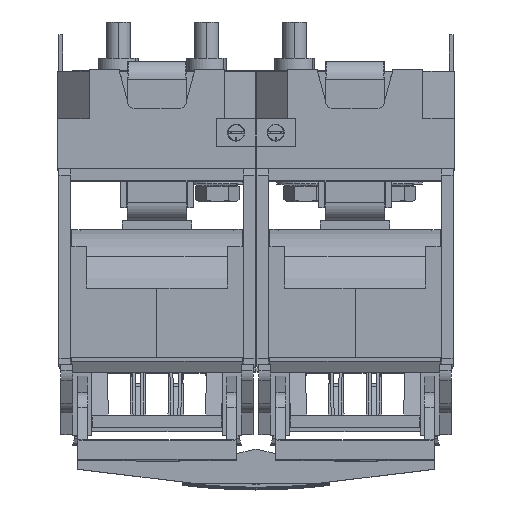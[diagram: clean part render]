
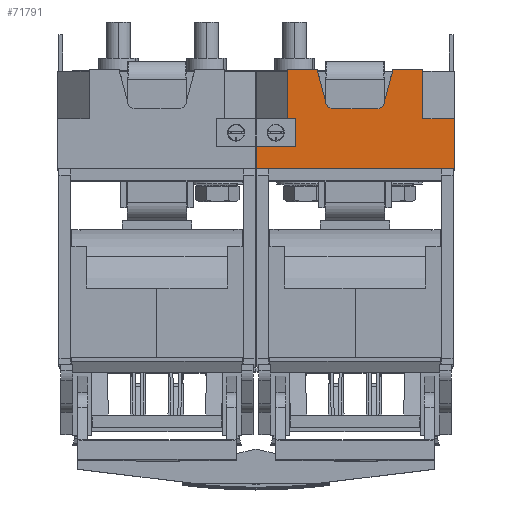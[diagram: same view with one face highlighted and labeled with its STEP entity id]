
A CAD part, top view. The second image highlights one B-rep face of the part: STEP entity #71791.
In plain terms, the highlighted planar face has unit normal (0, 0, 1).
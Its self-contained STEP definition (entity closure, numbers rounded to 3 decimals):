
#71643=AXIS2_PLACEMENT_3D('Plane Axis2P3D',#71640,#71641,#71642) ;
#71656=AXIS2_PLACEMENT_3D('Circle Axis2P3D',#71654,#71655,$) ;
#71670=AXIS2_PLACEMENT_3D('Circle Axis2P3D',#71668,#71669,$) ;
#69321=CARTESIAN_POINT('Vertex',(100.,-54.,277.5)) ;
#69324=CARTESIAN_POINT('Line Origine',(50.,-54.,277.5)) ;
#69328=CARTESIAN_POINT('Vertex',(0.,-54.,277.5)) ;
#71594=CARTESIAN_POINT('Line Origine',(0.,-29.,277.5)) ;
#71598=CARTESIAN_POINT('Vertex',(0.,-29.,277.5)) ;
#71640=CARTESIAN_POINT('Axis2P3D Location',(50.,-4.,277.5)) ;
#71645=CARTESIAN_POINT('Line Origine',(66.811,-13.103,277.5)) ;
#71649=CARTESIAN_POINT('Vertex',(68.936,-5.171,277.5)) ;
#71651=CARTESIAN_POINT('Vertex',(64.685,-21.035,277.5)) ;
#71654=CARTESIAN_POINT('Axis2P3D Location',(60.822,-20.,277.5)) ;
#71658=CARTESIAN_POINT('Vertex',(60.822,-24.,277.5)) ;
#71661=CARTESIAN_POINT('Line Origine',(50.,-24.,277.5)) ;
#71665=CARTESIAN_POINT('Vertex',(39.178,-24.,277.5)) ;
#71668=CARTESIAN_POINT('Axis2P3D Location',(39.178,-20.,277.5)) ;
#71672=CARTESIAN_POINT('Vertex',(35.315,-21.035,277.5)) ;
#71675=CARTESIAN_POINT('Line Origine',(33.189,-13.103,277.5)) ;
#71679=CARTESIAN_POINT('Vertex',(31.064,-5.171,277.5)) ;
#71682=CARTESIAN_POINT('Line Origine',(31.064,-4.585,277.5)) ;
#71686=CARTESIAN_POINT('Vertex',(31.064,-4.,277.5)) ;
#71689=CARTESIAN_POINT('Line Origine',(30.907,-4.,277.5)) ;
#71693=CARTESIAN_POINT('Vertex',(30.75,-4.,277.5)) ;
#71696=CARTESIAN_POINT('Line Origine',(26.625,-4.,277.5)) ;
#71700=CARTESIAN_POINT('Vertex',(22.5,-4.,277.5)) ;
#71703=CARTESIAN_POINT('Line Origine',(19.118,-4.,277.5)) ;
#71707=CARTESIAN_POINT('Vertex',(15.736,-4.,277.5)) ;
#71710=CARTESIAN_POINT('Line Origine',(15.736,-16.5,277.5)) ;
#71714=CARTESIAN_POINT('Vertex',(15.736,-29.,277.5)) ;
#71717=CARTESIAN_POINT('Line Origine',(7.868,-29.,277.5)) ;
#71722=CARTESIAN_POINT('Line Origine',(100.,-41.5,277.5)) ;
#71726=CARTESIAN_POINT('Vertex',(100.,-29.,277.5)) ;
#71729=CARTESIAN_POINT('Line Origine',(92.132,-29.,277.5)) ;
#71733=CARTESIAN_POINT('Vertex',(84.264,-29.,277.5)) ;
#71736=CARTESIAN_POINT('Line Origine',(84.264,-16.5,277.5)) ;
#71740=CARTESIAN_POINT('Vertex',(84.264,-4.,277.5)) ;
#71743=CARTESIAN_POINT('Line Origine',(80.882,-4.,277.5)) ;
#71747=CARTESIAN_POINT('Vertex',(77.5,-4.,277.5)) ;
#71750=CARTESIAN_POINT('Line Origine',(73.375,-4.,277.5)) ;
#71754=CARTESIAN_POINT('Vertex',(69.25,-4.,277.5)) ;
#71757=CARTESIAN_POINT('Line Origine',(69.093,-4.,277.5)) ;
#71761=CARTESIAN_POINT('Vertex',(68.936,-4.,277.5)) ;
#71764=CARTESIAN_POINT('Line Origine',(68.936,-4.585,277.5)) ;
#69325=DIRECTION('Vector Direction',(1.,0.,0.)) ;
#71595=DIRECTION('Vector Direction',(0.,-1.,0.)) ;
#71641=DIRECTION('Axis2P3D Direction',(-0.,0.,1.)) ;
#71642=DIRECTION('Axis2P3D XDirection',(0.,-1.,0.)) ;
#71646=DIRECTION('Vector Direction',(-0.259,-0.966,0.)) ;
#71655=DIRECTION('Axis2P3D Direction',(-0.,0.,1.)) ;
#71662=DIRECTION('Vector Direction',(-1.,0.,0.)) ;
#71669=DIRECTION('Axis2P3D Direction',(-0.,0.,1.)) ;
#71676=DIRECTION('Vector Direction',(-0.259,0.966,0.)) ;
#71683=DIRECTION('Vector Direction',(0.,-1.,0.)) ;
#71690=DIRECTION('Vector Direction',(1.,0.,0.)) ;
#71697=DIRECTION('Vector Direction',(-1.,0.,0.)) ;
#71704=DIRECTION('Vector Direction',(1.,0.,0.)) ;
#71711=DIRECTION('Vector Direction',(0.,-1.,0.)) ;
#71718=DIRECTION('Vector Direction',(-1.,0.,0.)) ;
#71723=DIRECTION('Vector Direction',(0.,1.,0.)) ;
#71730=DIRECTION('Vector Direction',(-1.,0.,0.)) ;
#71737=DIRECTION('Vector Direction',(0.,-1.,0.)) ;
#71744=DIRECTION('Vector Direction',(1.,0.,0.)) ;
#71751=DIRECTION('Vector Direction',(-1.,0.,0.)) ;
#71758=DIRECTION('Vector Direction',(1.,0.,0.)) ;
#71765=DIRECTION('Vector Direction',(0.,-1.,0.)) ;
#69326=VECTOR('Line Direction',#69325,1.) ;
#71596=VECTOR('Line Direction',#71595,1.) ;
#71647=VECTOR('Line Direction',#71646,1.) ;
#71663=VECTOR('Line Direction',#71662,1.) ;
#71677=VECTOR('Line Direction',#71676,1.) ;
#71684=VECTOR('Line Direction',#71683,1.) ;
#71691=VECTOR('Line Direction',#71690,1.) ;
#71698=VECTOR('Line Direction',#71697,1.) ;
#71705=VECTOR('Line Direction',#71704,1.) ;
#71712=VECTOR('Line Direction',#71711,1.) ;
#71719=VECTOR('Line Direction',#71718,1.) ;
#71724=VECTOR('Line Direction',#71723,1.) ;
#71731=VECTOR('Line Direction',#71730,1.) ;
#71738=VECTOR('Line Direction',#71737,1.) ;
#71745=VECTOR('Line Direction',#71744,1.) ;
#71752=VECTOR('Line Direction',#71751,1.) ;
#71759=VECTOR('Line Direction',#71758,1.) ;
#71766=VECTOR('Line Direction',#71765,1.) ;
#71770=ORIENTED_EDGE('',*,*,#71653,.T.) ;
#71771=ORIENTED_EDGE('',*,*,#71660,.T.) ;
#71772=ORIENTED_EDGE('',*,*,#71667,.T.) ;
#71773=ORIENTED_EDGE('',*,*,#71674,.T.) ;
#71774=ORIENTED_EDGE('',*,*,#71681,.T.) ;
#71775=ORIENTED_EDGE('',*,*,#71688,.F.) ;
#71776=ORIENTED_EDGE('',*,*,#71695,.F.) ;
#71777=ORIENTED_EDGE('',*,*,#71702,.T.) ;
#71778=ORIENTED_EDGE('',*,*,#71709,.F.) ;
#71779=ORIENTED_EDGE('',*,*,#71716,.T.) ;
#71780=ORIENTED_EDGE('',*,*,#71721,.T.) ;
#71781=ORIENTED_EDGE('',*,*,#71600,.T.) ;
#71782=ORIENTED_EDGE('',*,*,#69330,.T.) ;
#71783=ORIENTED_EDGE('',*,*,#71728,.T.) ;
#71784=ORIENTED_EDGE('',*,*,#71735,.T.) ;
#71785=ORIENTED_EDGE('',*,*,#71742,.F.) ;
#71786=ORIENTED_EDGE('',*,*,#71749,.F.) ;
#71787=ORIENTED_EDGE('',*,*,#71756,.T.) ;
#71788=ORIENTED_EDGE('',*,*,#71763,.F.) ;
#71789=ORIENTED_EDGE('',*,*,#71768,.T.) ;
#71791=ADVANCED_FACE('804195_01_L_NH-Leistenunterteil Gr.3  L/SL3/3A-O.A./6mm  (VBW. 5mm)',(#71790),#71644,.T.) ;
#71657=CIRCLE('generated circle',#71656,4.) ;
#71671=CIRCLE('generated circle',#71670,4.) ;
#69330=EDGE_CURVE('',#69329,#69322,#69327,.T.) ;
#71600=EDGE_CURVE('',#71599,#69329,#71597,.T.) ;
#71653=EDGE_CURVE('',#71650,#71652,#71648,.T.) ;
#71660=EDGE_CURVE('',#71652,#71659,#71657,.F.) ;
#71667=EDGE_CURVE('',#71659,#71666,#71664,.T.) ;
#71674=EDGE_CURVE('',#71666,#71673,#71671,.F.) ;
#71681=EDGE_CURVE('',#71673,#71680,#71678,.T.) ;
#71688=EDGE_CURVE('',#71687,#71680,#71685,.T.) ;
#71695=EDGE_CURVE('',#71694,#71687,#71692,.T.) ;
#71702=EDGE_CURVE('',#71694,#71701,#71699,.T.) ;
#71709=EDGE_CURVE('',#71708,#71701,#71706,.T.) ;
#71716=EDGE_CURVE('',#71708,#71715,#71713,.T.) ;
#71721=EDGE_CURVE('',#71715,#71599,#71720,.T.) ;
#71728=EDGE_CURVE('',#69322,#71727,#71725,.T.) ;
#71735=EDGE_CURVE('',#71727,#71734,#71732,.T.) ;
#71742=EDGE_CURVE('',#71741,#71734,#71739,.T.) ;
#71749=EDGE_CURVE('',#71748,#71741,#71746,.T.) ;
#71756=EDGE_CURVE('',#71748,#71755,#71753,.T.) ;
#71763=EDGE_CURVE('',#71762,#71755,#71760,.T.) ;
#71768=EDGE_CURVE('',#71762,#71650,#71767,.T.) ;
#71769=EDGE_LOOP('',(#71770,#71771,#71772,#71773,#71774,#71775,#71776,#71777,#71778,#71779,#71780,#71781,#71782,#71783,#71784,#71785,#71786,#71787,#71788,#71789)) ;
#71790=FACE_OUTER_BOUND('',#71769,.T.) ;
#69327=LINE('Line',#69324,#69326) ;
#71597=LINE('Line',#71594,#71596) ;
#71648=LINE('Line',#71645,#71647) ;
#71664=LINE('Line',#71661,#71663) ;
#71678=LINE('Line',#71675,#71677) ;
#71685=LINE('Line',#71682,#71684) ;
#71692=LINE('Line',#71689,#71691) ;
#71699=LINE('Line',#71696,#71698) ;
#71706=LINE('Line',#71703,#71705) ;
#71713=LINE('Line',#71710,#71712) ;
#71720=LINE('Line',#71717,#71719) ;
#71725=LINE('Line',#71722,#71724) ;
#71732=LINE('Line',#71729,#71731) ;
#71739=LINE('Line',#71736,#71738) ;
#71746=LINE('Line',#71743,#71745) ;
#71753=LINE('Line',#71750,#71752) ;
#71760=LINE('Line',#71757,#71759) ;
#71767=LINE('Line',#71764,#71766) ;
#71644=PLANE('Plane',#71643) ;
#69322=VERTEX_POINT('',#69321) ;
#69329=VERTEX_POINT('',#69328) ;
#71599=VERTEX_POINT('',#71598) ;
#71650=VERTEX_POINT('',#71649) ;
#71652=VERTEX_POINT('',#71651) ;
#71659=VERTEX_POINT('',#71658) ;
#71666=VERTEX_POINT('',#71665) ;
#71673=VERTEX_POINT('',#71672) ;
#71680=VERTEX_POINT('',#71679) ;
#71687=VERTEX_POINT('',#71686) ;
#71694=VERTEX_POINT('',#71693) ;
#71701=VERTEX_POINT('',#71700) ;
#71708=VERTEX_POINT('',#71707) ;
#71715=VERTEX_POINT('',#71714) ;
#71727=VERTEX_POINT('',#71726) ;
#71734=VERTEX_POINT('',#71733) ;
#71741=VERTEX_POINT('',#71740) ;
#71748=VERTEX_POINT('',#71747) ;
#71755=VERTEX_POINT('',#71754) ;
#71762=VERTEX_POINT('',#71761) ;
